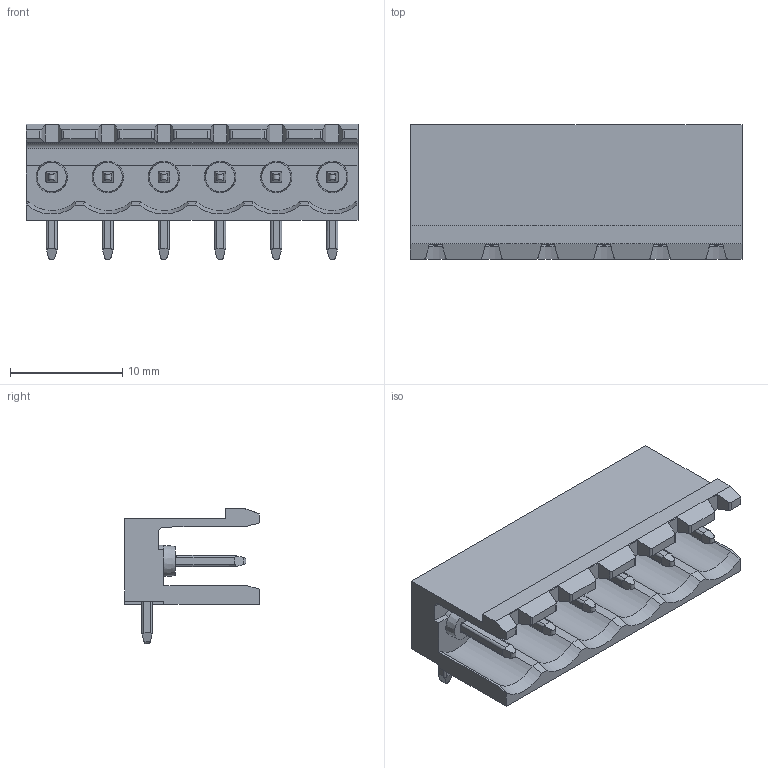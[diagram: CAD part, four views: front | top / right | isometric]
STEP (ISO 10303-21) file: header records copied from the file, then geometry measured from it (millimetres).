
FILE_DESCRIPTION(('Creo Elements/Direct Modeling STEP Export'),'2;1');
FILE_NAME('model.stp','2019-08-12T15:27:40',(''),(''),'Creo Elements/Direct Modeling STEP processor for AP214 (Solid Model)','Creo Elements/Direct Modeling 20.1A 29-Sep-2018 (C) Parametric Technology GmbH','');
FILE_SCHEMA(('AUTOMOTIVE_DESIGN { 1 0 10303 214 1 1 1 1 }'));
Length unit declared in the file: millimetre
Products named in the file (2): MSTB_2.5-G-6
Assembly tree (1 placements, depth 2):
  MSTB_2.5-G-6
    MSTB_2.5-G-6
Bounding box: 29.58 x 12 x 12.07 mm (x, y, z)
Volume: 1360.3 mm3; surface area: 2113.4 mm2
Topology: 1 solids, 1 shells, 436 faces, 1243 edges, 821 vertices
Faces by surface type: plane 285, cylinder 133, cone 18
Entity records: 16863 total; most frequent: CARTESIAN_POINT 2564, ORIENTED_EDGE 2486, DIRECTION 2268, EDGE_CURVE 1243, VECTOR 846, LINE 846, VERTEX_POINT 821, AXIS2_PLACEMENT_3D 711
